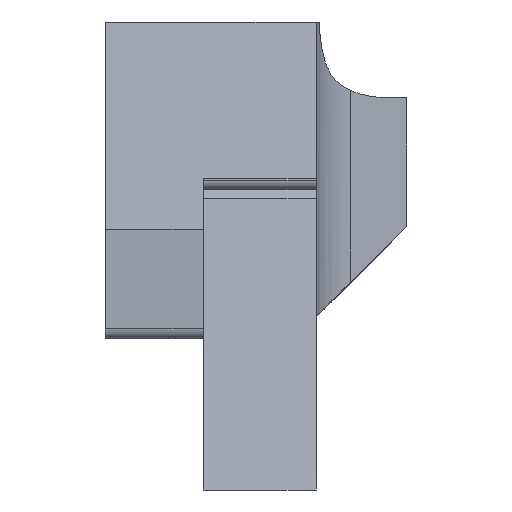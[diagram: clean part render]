
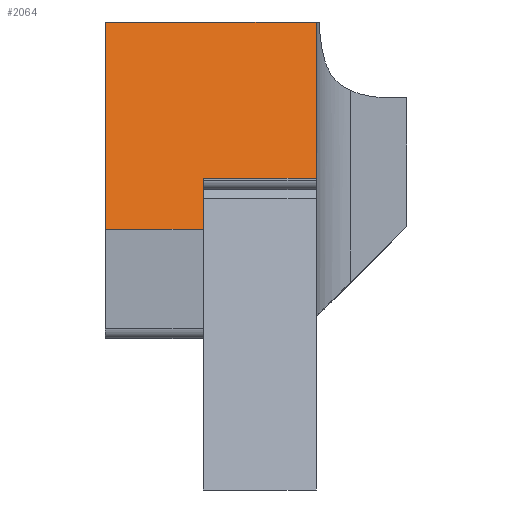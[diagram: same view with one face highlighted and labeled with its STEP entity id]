
A CAD part, top view. The second image highlights one B-rep face of the part: STEP entity #2064.
In plain terms, the highlighted planar face has unit normal (0, 0.225, 0.974).
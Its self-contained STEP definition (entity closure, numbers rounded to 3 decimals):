
#61 = VECTOR ( 'NONE', #943, 1000. ) ;
#91 = CARTESIAN_POINT ( 'NONE',  ( 25.357, 2.488, 33.63 ) ) ;
#106 = VERTEX_POINT ( 'NONE', #351 ) ;
#160 = DIRECTION ( 'NONE',  ( 0., -0.974, 0.225 ) ) ;
#211 = VECTOR ( 'NONE', #729, 1000. ) ;
#254 = VERTEX_POINT ( 'NONE', #784 ) ;
#258 = DIRECTION ( 'NONE',  ( 0., -0.974, 0.225 ) ) ;
#291 = EDGE_CURVE ( 'NONE', #783, #254, #1497, .T. ) ;
#351 = CARTESIAN_POINT ( 'NONE',  ( 30.957, 5.35, 32.97 ) ) ;
#392 = LINE ( 'NONE', #1250, #2190 ) ;
#399 = VECTOR ( 'NONE', #1928, 1000. ) ;
#408 = ORIENTED_EDGE ( 'NONE', *, *, #1968, .F. ) ;
#419 = EDGE_LOOP ( 'NONE', ( #1994, #739, #2003, #408, #982, #1226 ) ) ;
#520 = EDGE_CURVE ( 'NONE', #1286, #566, #1252, .T. ) ;
#530 = EDGE_CURVE ( 'NONE', #783, #1286, #880, .T. ) ;
#566 = VERTEX_POINT ( 'NONE', #2036 ) ;
#593 = EDGE_CURVE ( 'NONE', #106, #254, #1159, .T. ) ;
#661 = CARTESIAN_POINT ( 'NONE',  ( 27.957, -0.151, 34.24 ) ) ;
#702 = CARTESIAN_POINT ( 'NONE',  ( 27.957, 1.201, 33.928 ) ) ;
#707 = VECTOR ( 'NONE', #160, 1000. ) ;
#729 = DIRECTION ( 'NONE',  ( 0., 0.974, -0.225 ) ) ;
#736 = CARTESIAN_POINT ( 'NONE',  ( 27.957, 5.723, 32.884 ) ) ;
#739 = ORIENTED_EDGE ( 'NONE', *, *, #291, .T. ) ;
#748 = DIRECTION ( 'NONE',  ( -1., 0., 0. ) ) ;
#783 = VERTEX_POINT ( 'NONE', #702 ) ;
#784 = CARTESIAN_POINT ( 'NONE',  ( 30.957, 1.201, 33.928 ) ) ;
#880 = LINE ( 'NONE', #736, #399 ) ;
#913 = EDGE_CURVE ( 'NONE', #566, #1338, #1071, .T. ) ;
#927 = AXIS2_PLACEMENT_3D ( 'NONE', #1461, #2145, #258 ) ;
#941 = PLANE ( 'NONE',  #927 ) ;
#943 = DIRECTION ( 'NONE',  ( 1., 0., 0. ) ) ;
#982 = ORIENTED_EDGE ( 'NONE', *, *, #913, .F. ) ;
#1071 = LINE ( 'NONE', #91, #211 ) ;
#1159 = LINE ( 'NONE', #1689, #707 ) ;
#1226 = ORIENTED_EDGE ( 'NONE', *, *, #520, .F. ) ;
#1238 = CARTESIAN_POINT ( 'NONE',  ( 25.357, -0.151, 34.24 ) ) ;
#1250 = CARTESIAN_POINT ( 'NONE',  ( -3.04, 5.35, 32.97 ) ) ;
#1252 = LINE ( 'NONE', #1238, #1935 ) ;
#1286 = VERTEX_POINT ( 'NONE', #661 ) ;
#1338 = VERTEX_POINT ( 'NONE', #1438 ) ;
#1438 = CARTESIAN_POINT ( 'NONE',  ( 25.357, 5.35, 32.97 ) ) ;
#1454 = FACE_OUTER_BOUND ( 'NONE', #419, .T. ) ;
#1461 = CARTESIAN_POINT ( 'NONE',  ( -3.04, 5.35, 32.97 ) ) ;
#1497 = LINE ( 'NONE', #2179, #61 ) ;
#1689 = CARTESIAN_POINT ( 'NONE',  ( 30.957, -2.904, 34.875 ) ) ;
#1773 = DIRECTION ( 'NONE',  ( 1., 0., 0. ) ) ;
#1928 = DIRECTION ( 'NONE',  ( 0., -0.974, 0.225 ) ) ;
#1935 = VECTOR ( 'NONE', #748, 1000. ) ;
#1968 = EDGE_CURVE ( 'NONE', #1338, #106, #392, .T. ) ;
#1994 = ORIENTED_EDGE ( 'NONE', *, *, #530, .F. ) ;
#2003 = ORIENTED_EDGE ( 'NONE', *, *, #593, .F. ) ;
#2036 = CARTESIAN_POINT ( 'NONE',  ( 25.357, -0.151, 34.24 ) ) ;
#2064 = ADVANCED_FACE ( 'Defeature ausgef�hrt1_25', ( #1454 ), #941, .T. ) ;
#2145 = DIRECTION ( 'NONE',  ( 0., 0.225, 0.974 ) ) ;
#2179 = CARTESIAN_POINT ( 'NONE',  ( -3.04, 1.201, 33.928 ) ) ;
#2190 = VECTOR ( 'NONE', #1773, 1000. ) ;
